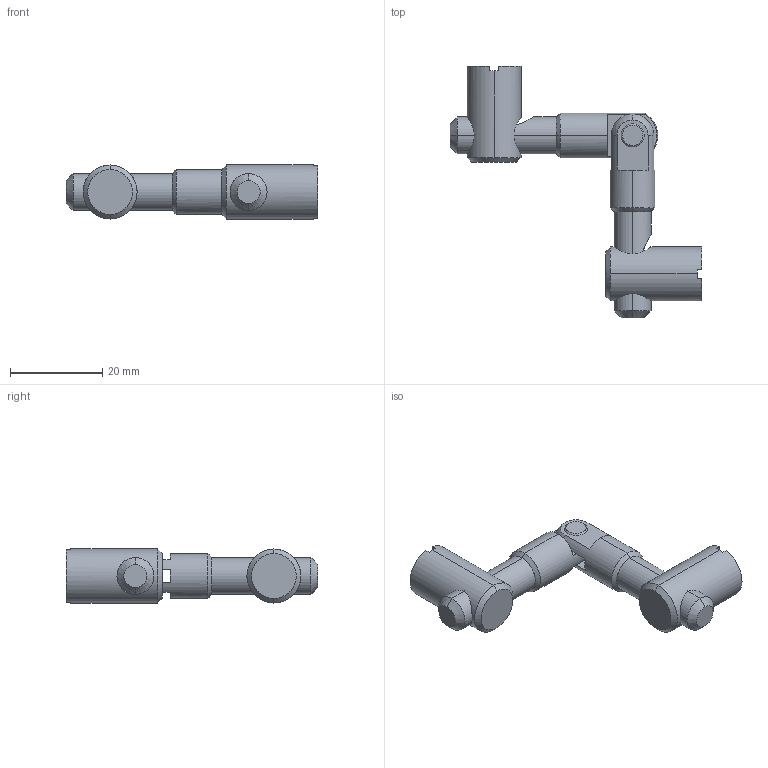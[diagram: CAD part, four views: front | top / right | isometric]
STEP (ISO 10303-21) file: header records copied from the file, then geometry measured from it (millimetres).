
FILE_DESCRIPTION (( 'STEP AP214' ), '1' );
FILE_NAME ('SNSD.30.50.03 Óãëîâîé ñîåäèíèòåëü 85-180 ãðàäóñîâ, ïàç 8(B39).STEP', '2014-11-13T10:46:36', ( 'XTreme.ws' ), ( 'XTreme.ws' ), 'SwSTEP 2.0', 'SolidWorks 2014', '' );
FILE_SCHEMA (( 'AUTOMOTIVE_DESIGN' ));
Length unit declared in the file: millimetre
Products named in the file (5): SNSD.30.50.12 栺魛鳧_00; SNSD.30.50.03  Óãëîâîé ñîåäèíèòåëü 85-180 ãðàäóñîâ, ïàç 8(B39); SNSD.30.50.10 Îñíîâíàÿ ÷àñòü_00; SNSD.30.50.13 Îñíîâíàÿ ÷àñòü_00; SNSD.30.50.09 鎔艜_00
Assembly tree (6 placements, depth 2):
  SNSD.30.50.03  Óãëîâîé ñîåäèíèòåëü 85-180 ãðàäóñîâ, ïàç 8(B39)
    SNSD.30.50.13 Îñíîâíàÿ ÷àñòü_00
    SNSD.30.50.10 Îñíîâíàÿ ÷àñòü_00
    SNSD.30.50.09 鎔艜_00  x2
    SNSD.30.50.12 栺魛鳧_00  x2
Bounding box: 54.5 x 54.5 x 11.7 mm (x, y, z)
Volume: 7216.6 mm3; surface area: 6175.7 mm2
Topology: 6 solids, 6 shells, 141 faces, 334 edges, 211 vertices
Faces by surface type: plane 67, cylinder 36, cone 28, sphere 6, torus 4
Entity records: 3456 total; most frequent: CARTESIAN_POINT 901, DIRECTION 528, ORIENTED_EDGE 456, EDGE_CURVE 228, AXIS2_PLACEMENT_3D 216, VERTEX_POINT 145, EDGE_LOOP 111, CIRCLE 110
